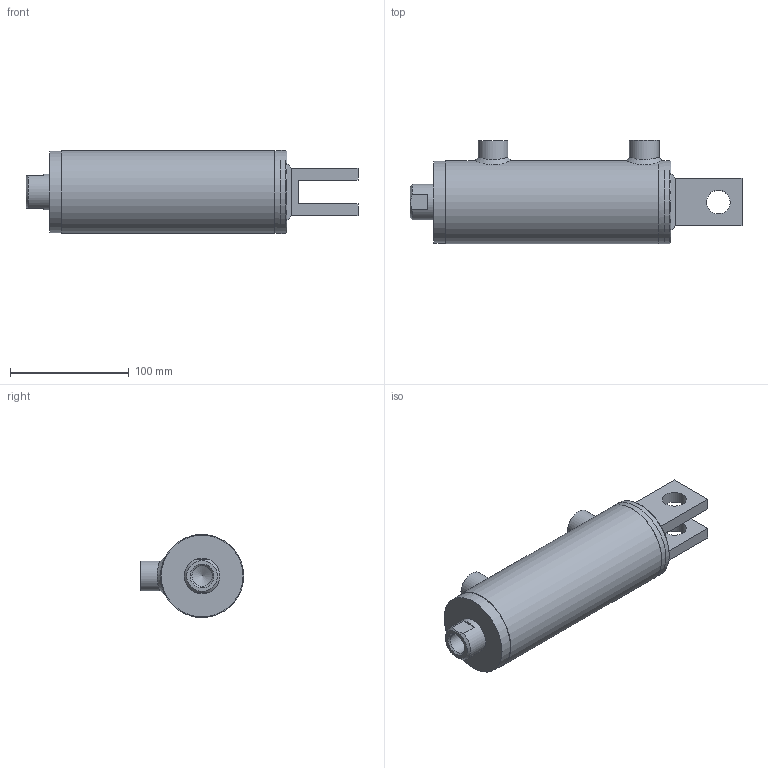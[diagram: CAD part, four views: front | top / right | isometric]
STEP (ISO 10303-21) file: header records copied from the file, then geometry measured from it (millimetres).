
FILE_DESCRIPTION(/* description */ (''),/* implementation_level */ '2;1');
FILE_NAME(/* name */ 'CY0600300084L20N20-2.stp',/* time_stamp */ '2023-06-01T13:26:15+02:00',/* author */ ('msn'),/* organization */ (''),/* preprocessor_version */ 'ST-DEVELOPER v19.2',/* originating_system */ 'Autodesk Inventor 2024',/* authorisation */ '');
FILE_SCHEMA (('AUTOMOTIVE_DESIGN { 1 0 10303 214 3 1 1 }'));
Length unit declared in the file: millimetre
Products named in the file (9): CY0600300084L20N20-2; CY0600300084L20N20-2_1; OTA6040; stok; NBF000060070; NBT007006030; bødsning; Gaffel; stempel
Assembly tree (9 placements, depth 2):
  CY0600300084L20N20-2
    CY0600300084L20N20-2_1
    OTA6040
    stok
    NBF000060070
    NBT007006030
    bødsning  x2
    Gaffel
    stempel
Bounding box: 280 x 87.05 x 70 mm (x, y, z)
Volume: 593720.5 mm3; surface area: 180213.8 mm2
Topology: 11 solids, 11 shells, 131 faces, 276 edges, 181 vertices
Faces by surface type: plane 58, cylinder 45, cone 24, bspline 2, torus 2
Full cylindrical faces by diameter (mm): 6 x2, 14.95 x2, 17.294 x1, 20 x2, 21.835 x1, 24 x1, 25 x6, 30 x6, 35.294 x2, 40.219 x1, 43 x1, 45 x1, 55 x1, 56 x2, 60 x7, 62 x1, 62.5 x1, 64 x1, 69 x1, 70 x3
Entity records: 4878 total; most frequent: CARTESIAN_POINT 1697, DIRECTION 646, ORIENTED_EDGE 534, EDGE_CURVE 267, AXIS2_PLACEMENT_3D 264, VERTEX_POINT 175, EDGE_LOOP 164, FACE_OUTER_BOUND 126
